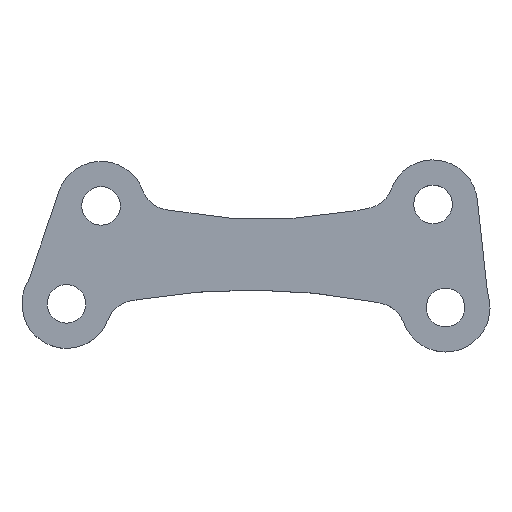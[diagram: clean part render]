
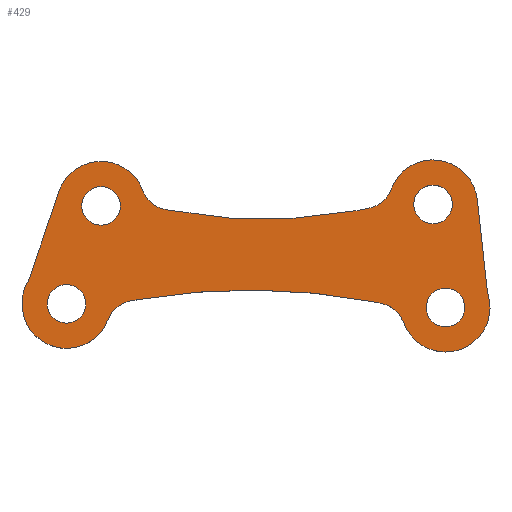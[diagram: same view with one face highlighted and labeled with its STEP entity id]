
A CAD part, top view. The second image highlights one B-rep face of the part: STEP entity #429.
In plain terms, the highlighted planar face has unit normal (0, 0, 1).
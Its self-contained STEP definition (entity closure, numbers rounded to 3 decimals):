
#15=FACE_BOUND('',#74,.T.);
#16=FACE_BOUND('',#75,.T.);
#17=FACE_BOUND('',#76,.T.);
#18=FACE_BOUND('',#77,.T.);
#29=PLANE('',#493);
#51=FACE_OUTER_BOUND('',#73,.T.);
#73=EDGE_LOOP('',(#355,#356,#357,#358,#359,#360,#361,#362,#363,#364,#365,
#366,#367,#368,#369,#370));
#74=EDGE_LOOP('',(#371));
#75=EDGE_LOOP('',(#372));
#76=EDGE_LOOP('',(#373));
#77=EDGE_LOOP('',(#374));
#87=LINE('',#644,#119);
#92=LINE('',#659,#124);
#97=LINE('',#682,#129);
#103=LINE('',#706,#135);
#111=LINE('',#740,#143);
#114=LINE('',#749,#146);
#119=VECTOR('',#509,10.);
#124=VECTOR('',#522,10.);
#129=VECTOR('',#547,10.);
#135=VECTOR('',#573,10.);
#143=VECTOR('',#613,10.);
#146=VECTOR('',#624,10.);
#148=CIRCLE('',#447,220.);
#150=CIRCLE('',#451,170.);
#152=CIRCLE('',#455,10.);
#154=CIRCLE('',#458,15.);
#156=CIRCLE('',#461,10.);
#158=CIRCLE('',#465,10.);
#160=CIRCLE('',#468,15.);
#162=CIRCLE('',#471,10.);
#163=CIRCLE('',#474,6.5);
#165=CIRCLE('',#477,6.5);
#167=CIRCLE('',#480,6.5);
#169=CIRCLE('',#483,6.5);
#171=CIRCLE('',#486,15.);
#173=CIRCLE('',#490,15.);
#177=VERTEX_POINT('',#634);
#178=VERTEX_POINT('',#636);
#180=VERTEX_POINT('',#642);
#183=VERTEX_POINT('',#649);
#184=VERTEX_POINT('',#651);
#186=VERTEX_POINT('',#657);
#188=VERTEX_POINT('',#663);
#190=VERTEX_POINT('',#669);
#193=VERTEX_POINT('',#676);
#194=VERTEX_POINT('',#678);
#196=VERTEX_POINT('',#687);
#198=VERTEX_POINT('',#693);
#201=VERTEX_POINT('',#700);
#202=VERTEX_POINT('',#702);
#203=VERTEX_POINT('',#709);
#205=VERTEX_POINT('',#715);
#207=VERTEX_POINT('',#721);
#209=VERTEX_POINT('',#727);
#211=VERTEX_POINT('',#733);
#213=VERTEX_POINT('',#742);
#217=EDGE_CURVE('',#177,#178,#148,.T.);
#221=EDGE_CURVE('',#177,#180,#87,.T.);
#224=EDGE_CURVE('',#183,#184,#150,.T.);
#228=EDGE_CURVE('',#183,#186,#92,.T.);
#231=EDGE_CURVE('',#188,#180,#152,.T.);
#234=EDGE_CURVE('',#188,#190,#154,.T.);
#237=EDGE_CURVE('',#193,#194,#156,.T.);
#239=EDGE_CURVE('',#193,#184,#97,.T.);
#243=EDGE_CURVE('',#196,#186,#158,.T.);
#246=EDGE_CURVE('',#196,#198,#160,.T.);
#249=EDGE_CURVE('',#201,#202,#162,.T.);
#251=EDGE_CURVE('',#201,#178,#103,.T.);
#253=EDGE_CURVE('',#203,#203,#163,.T.);
#256=EDGE_CURVE('',#205,#205,#165,.T.);
#259=EDGE_CURVE('',#207,#207,#167,.T.);
#262=EDGE_CURVE('',#209,#209,#169,.T.);
#265=EDGE_CURVE('',#211,#202,#171,.T.);
#269=EDGE_CURVE('',#198,#211,#111,.T.);
#270=EDGE_CURVE('',#213,#194,#173,.T.);
#274=EDGE_CURVE('',#190,#213,#114,.T.);
#355=ORIENTED_EDGE('',*,*,#251,.T.);
#356=ORIENTED_EDGE('',*,*,#217,.F.);
#357=ORIENTED_EDGE('',*,*,#221,.T.);
#358=ORIENTED_EDGE('',*,*,#231,.F.);
#359=ORIENTED_EDGE('',*,*,#234,.T.);
#360=ORIENTED_EDGE('',*,*,#274,.T.);
#361=ORIENTED_EDGE('',*,*,#270,.T.);
#362=ORIENTED_EDGE('',*,*,#237,.F.);
#363=ORIENTED_EDGE('',*,*,#239,.T.);
#364=ORIENTED_EDGE('',*,*,#224,.F.);
#365=ORIENTED_EDGE('',*,*,#228,.T.);
#366=ORIENTED_EDGE('',*,*,#243,.F.);
#367=ORIENTED_EDGE('',*,*,#246,.T.);
#368=ORIENTED_EDGE('',*,*,#269,.T.);
#369=ORIENTED_EDGE('',*,*,#265,.T.);
#370=ORIENTED_EDGE('',*,*,#249,.F.);
#371=ORIENTED_EDGE('',*,*,#262,.T.);
#372=ORIENTED_EDGE('',*,*,#259,.T.);
#373=ORIENTED_EDGE('',*,*,#256,.T.);
#374=ORIENTED_EDGE('',*,*,#253,.T.);
#429=ADVANCED_FACE('',(#51,#15,#16,#17,#18),#29,.T.);
#447=AXIS2_PLACEMENT_3D('',#637,#502,#503);
#451=AXIS2_PLACEMENT_3D('',#652,#515,#516);
#455=AXIS2_PLACEMENT_3D('',#665,#528,#529);
#458=AXIS2_PLACEMENT_3D('',#671,#535,#536);
#461=AXIS2_PLACEMENT_3D('',#679,#542,#543);
#465=AXIS2_PLACEMENT_3D('',#689,#554,#555);
#468=AXIS2_PLACEMENT_3D('',#695,#561,#562);
#471=AXIS2_PLACEMENT_3D('',#703,#568,#569);
#474=AXIS2_PLACEMENT_3D('',#710,#577,#578);
#477=AXIS2_PLACEMENT_3D('',#716,#584,#585);
#480=AXIS2_PLACEMENT_3D('',#722,#591,#592);
#483=AXIS2_PLACEMENT_3D('',#728,#598,#599);
#486=AXIS2_PLACEMENT_3D('',#734,#605,#606);
#490=AXIS2_PLACEMENT_3D('',#743,#616,#617);
#493=AXIS2_PLACEMENT_3D('',#750,#625,#626);
#502=DIRECTION('center_axis',(0.,0.,1.));
#503=DIRECTION('ref_axis',(0.009,1.,0.));
#509=DIRECTION('',(0.983,-0.185,0.));
#515=DIRECTION('center_axis',(0.,0.,1.));
#516=DIRECTION('ref_axis',(-0.004,-1.,0.));
#522=DIRECTION('',(-0.981,0.192,0.));
#528=DIRECTION('center_axis',(0.,0.,1.));
#529=DIRECTION('ref_axis',(0.649,0.761,0.));
#535=DIRECTION('center_axis',(0.,0.,1.));
#536=DIRECTION('ref_axis',(1.,0.,0.));
#542=DIRECTION('center_axis',(0.,0.,1.));
#543=DIRECTION('ref_axis',(0.647,-0.762,0.));
#547=DIRECTION('',(-0.983,-0.183,0.));
#554=DIRECTION('center_axis',(0.,0.,1.));
#555=DIRECTION('ref_axis',(-0.649,-0.761,0.));
#561=DIRECTION('center_axis',(0.,0.,1.));
#562=DIRECTION('ref_axis',(1.,0.,0.));
#568=DIRECTION('center_axis',(0.,0.,1.));
#569=DIRECTION('ref_axis',(-0.635,0.772,0.));
#573=DIRECTION('',(0.986,0.168,0.));
#577=DIRECTION('center_axis',(0.,0.,-1.));
#578=DIRECTION('ref_axis',(1.,0.,0.));
#584=DIRECTION('center_axis',(0.,0.,-1.));
#585=DIRECTION('ref_axis',(1.,0.,0.));
#591=DIRECTION('center_axis',(0.,0.,-1.));
#592=DIRECTION('ref_axis',(1.,0.,0.));
#598=DIRECTION('center_axis',(0.,0.,-1.));
#599=DIRECTION('ref_axis',(1.,0.,0.));
#605=DIRECTION('center_axis',(0.,0.,1.));
#606=DIRECTION('ref_axis',(1.,0.,0.));
#613=DIRECTION('',(-0.323,-0.946,0.));
#616=DIRECTION('center_axis',(0.,0.,1.));
#617=DIRECTION('ref_axis',(1.,0.,0.));
#624=DIRECTION('',(-0.109,0.994,0.));
#625=DIRECTION('center_axis',(0.,0.,1.));
#626=DIRECTION('ref_axis',(1.,0.,0.));
#634=CARTESIAN_POINT('',(90.717,-32.146,12.));
#636=CARTESIAN_POINT('',(13.17,-31.467,12.));
#637=CARTESIAN_POINT('Origin',(50.048,-248.355,12.));
#642=CARTESIAN_POINT('',(94.366,-32.833,12.));
#644=CARTESIAN_POINT('',(-5.003,-14.141,12.));
#649=CARTESIAN_POINT('',(22.103,-1.321,12.));
#651=CARTESIAN_POINT('',(85.884,-1.604,12.));
#652=CARTESIAN_POINT('Origin',(54.734,165.518,12.));
#657=CARTESIAN_POINT('',(21.555,-1.213,12.));
#659=CARTESIAN_POINT('',(15.,0.069,12.));
#663=CARTESIAN_POINT('',(101.932,-39.291,12.));
#665=CARTESIAN_POINT('Origin',(92.517,-42.66,12.));
#669=CARTESIAN_POINT('',(130.216,-29.29,12.));
#671=CARTESIAN_POINT('Origin',(116.055,-34.237,12.));
#676=CARTESIAN_POINT('',(90.191,-0.801,12.));
#678=CARTESIAN_POINT('',(97.76,5.622,12.));
#679=CARTESIAN_POINT('Origin',(88.359,9.03,12.));
#682=CARTESIAN_POINT('',(-6.671,-18.855,12.));
#687=CARTESIAN_POINT('',(14.084,5.16,12.));
#689=CARTESIAN_POINT('Origin',(23.474,8.601,12.));
#693=CARTESIAN_POINT('',(-14.195,4.847,12.));
#695=CARTESIAN_POINT('Origin',(0.,0.,12.));
#700=CARTESIAN_POINT('',(10.025,-32.002,12.));
#702=CARTESIAN_POINT('',(2.351,-38.315,12.));
#703=CARTESIAN_POINT('Origin',(11.701,-41.861,12.));
#706=CARTESIAN_POINT('',(3.325,-33.141,12.));
#709=CARTESIAN_POINT('',(-6.5,0.,12.));
#710=CARTESIAN_POINT('Origin',(0.,0.,12.));
#715=CARTESIAN_POINT('',(109.555,-34.237,12.));
#716=CARTESIAN_POINT('Origin',(116.055,-34.237,12.));
#721=CARTESIAN_POINT('',(105.362,0.511,12.));
#722=CARTESIAN_POINT('Origin',(111.862,0.511,12.));
#727=CARTESIAN_POINT('',(-18.174,-32.996,12.));
#728=CARTESIAN_POINT('Origin',(-11.674,-32.996,12.));
#733=CARTESIAN_POINT('',(-24.415,-25.078,12.));
#734=CARTESIAN_POINT('Origin',(-11.674,-32.996,12.));
#740=CARTESIAN_POINT('',(-24.415,-25.078,12.));
#742=CARTESIAN_POINT('',(126.773,2.144,12.));
#743=CARTESIAN_POINT('Origin',(111.862,0.511,12.));
#749=CARTESIAN_POINT('',(130.216,-29.29,12.));
#750=CARTESIAN_POINT('Origin',(52.191,-16.863,12.));
